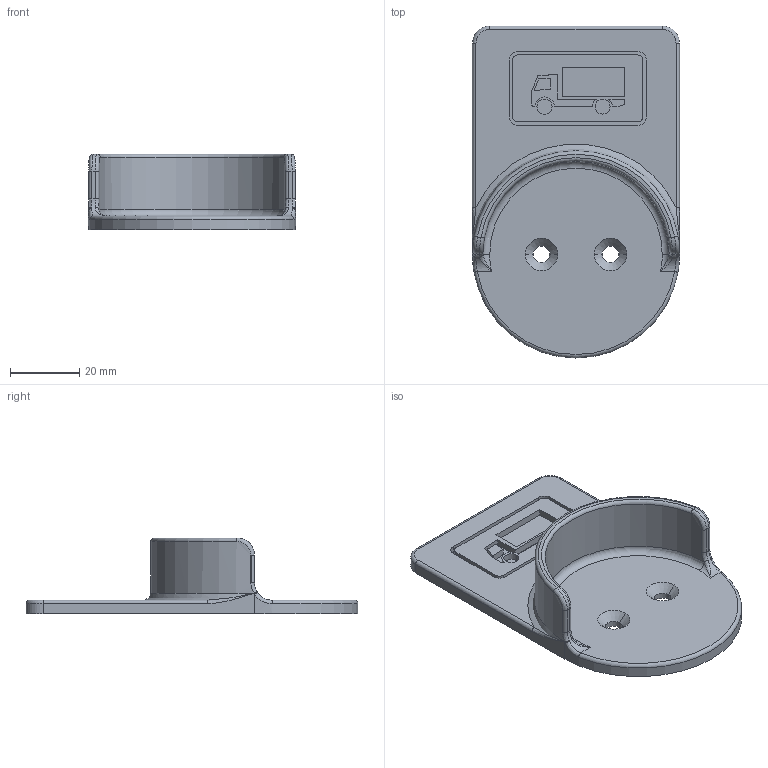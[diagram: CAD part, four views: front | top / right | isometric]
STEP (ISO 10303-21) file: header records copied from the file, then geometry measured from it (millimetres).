
FILE_DESCRIPTION (( 'STEP AP203' ), '1' );
FILE_NAME ('tapo smart button S200B mount.STEP', '2023-07-01T18:52:05', ( '' ), ( '' ), 'SwSTEP 2.0', 'SolidWorks 2023', '' );
FILE_SCHEMA (( 'CONFIG_CONTROL_DESIGN' ));
Length unit declared in the file: millimetre
Products named in the file (1): tapo smart button S200B mount
Bounding box: 60 x 96.2 x 22 mm (x, y, z)
Volume: 25395.3 mm3; surface area: 15629.5 mm2
Topology: 1 solids, 1 shells, 119 faces, 289 edges, 178 vertices
Faces by surface type: plane 44, cylinder 40, bspline 16, torus 11, sphere 4, cone 4
Entity records: 4317 total; most frequent: CARTESIAN_POINT 1495, ORIENTED_EDGE 574, DIRECTION 574, EDGE_CURVE 287, AXIS2_PLACEMENT_3D 217, VERTEX_POINT 178, LINE 140, VECTOR 140
